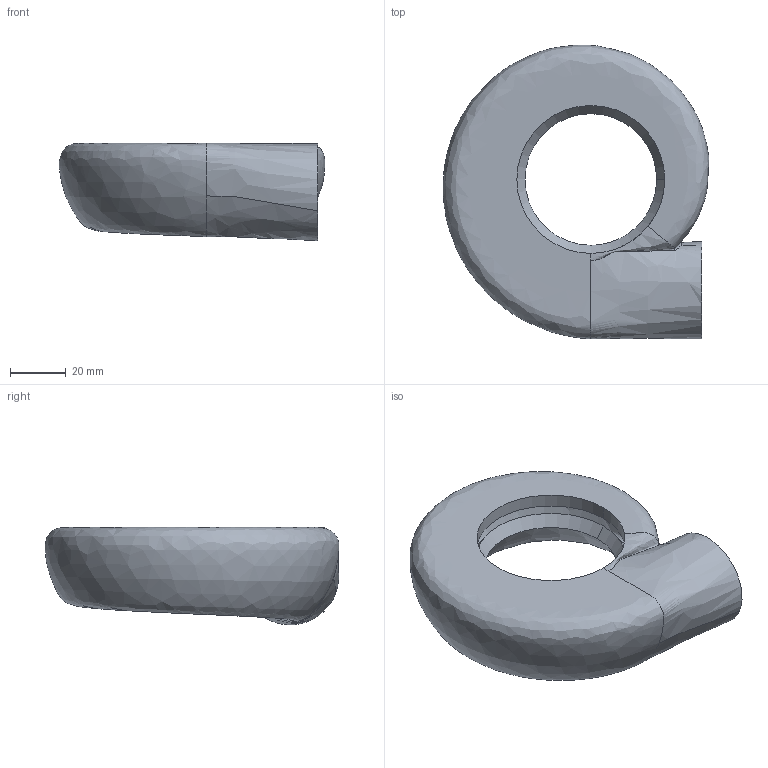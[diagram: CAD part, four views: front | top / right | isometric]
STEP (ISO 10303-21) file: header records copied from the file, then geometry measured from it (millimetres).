
FILE_DESCRIPTION(('Open CASCADE Model'),'2;1');
FILE_NAME('Open CASCADE Shape Model','2025-11-02T11:11:32',('Author'),( 'Open CASCADE'),'Open CASCADE STEP processor 7.6','Open CASCADE 7.6' ,'Unknown');
FILE_SCHEMA(('AUTOMOTIVE_DESIGN { 1 0 10303 214 1 1 1 1 }'));
Length unit declared in the file: millimetre
Products named in the file (1): 3: [Volute_1].Material domain.Solid
Bounding box: 95.19 x 105.31 x 35.01 mm (x, y, z)
Volume: 82210.8 mm3; surface area: 36768.9 mm2
Topology: 1 solids, 1 shells, 18 faces, 58 edges, 36 vertices
Faces by surface type: bspline 14, cone 2, cylinder 2
Entity records: 14533 total; most frequent: CARTESIAN_POINT 14148, ORIENTED_EDGE 112, EDGE_CURVE 56, DIRECTION 40, VERTEX_POINT 36, B_SPLINE_CURVE_WITH_KNOTS 26, AXIS2_PLACEMENT_3D 19, ADVANCED_FACE 18
